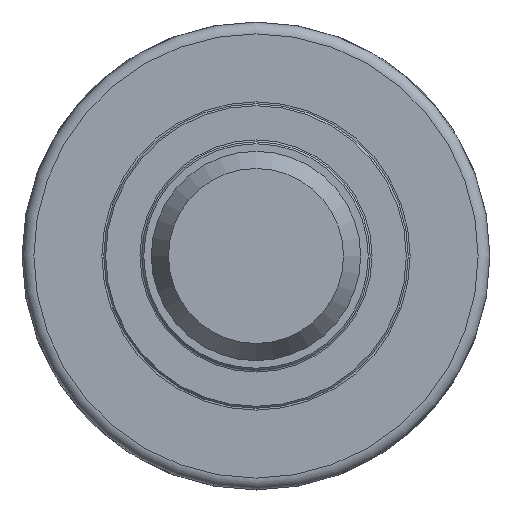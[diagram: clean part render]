
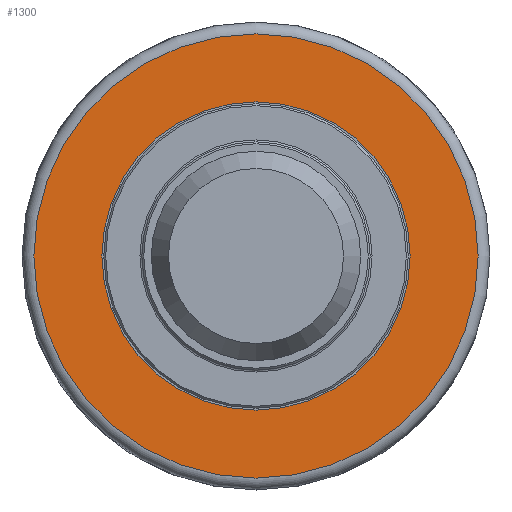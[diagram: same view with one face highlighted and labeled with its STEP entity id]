
A CAD part, left-side view. The second image highlights one B-rep face of the part: STEP entity #1300.
In plain terms, the highlighted planar face has unit normal (-1, 0, 0).
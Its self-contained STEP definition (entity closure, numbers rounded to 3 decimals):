
#196=FACE_BOUND('',#336,.T.);
#215=PLANE('',#1433);
#260=FACE_OUTER_BOUND('',#335,.T.);
#335=EDGE_LOOP('',(#919,#920));
#336=EDGE_LOOP('',(#921,#922));
#430=CIRCLE('',#1411,40.5);
#431=CIRCLE('',#1412,40.5);
#446=CIRCLE('',#1431,58.38);
#447=CIRCLE('',#1432,58.38);
#535=VERTEX_POINT('',#2036);
#536=VERTEX_POINT('',#2038);
#548=VERTEX_POINT('',#2098);
#549=VERTEX_POINT('',#2100);
#677=EDGE_CURVE('',#536,#535,#430,.T.);
#678=EDGE_CURVE('',#535,#536,#431,.T.);
#695=EDGE_CURVE('',#548,#549,#446,.T.);
#696=EDGE_CURVE('',#549,#548,#447,.T.);
#919=ORIENTED_EDGE('',*,*,#696,.F.);
#920=ORIENTED_EDGE('',*,*,#695,.F.);
#921=ORIENTED_EDGE('',*,*,#677,.T.);
#922=ORIENTED_EDGE('',*,*,#678,.T.);
#1300=ADVANCED_FACE('',(#260,#196),#215,.T.);
#1411=AXIS2_PLACEMENT_3D('',#2039,#1628,#1629);
#1412=AXIS2_PLACEMENT_3D('',#2040,#1630,#1631);
#1431=AXIS2_PLACEMENT_3D('',#2101,#1670,#1671);
#1432=AXIS2_PLACEMENT_3D('',#2102,#1672,#1673);
#1433=AXIS2_PLACEMENT_3D('',#2103,#1674,#1675);
#1628=DIRECTION('center_axis',(1.,0.,0.));
#1629=DIRECTION('ref_axis',(0.,1.,0.));
#1630=DIRECTION('center_axis',(1.,0.,0.));
#1631=DIRECTION('ref_axis',(0.,1.,0.));
#1670=DIRECTION('center_axis',(1.,0.,0.));
#1671=DIRECTION('ref_axis',(0.,1.,0.));
#1672=DIRECTION('center_axis',(1.,0.,0.));
#1673=DIRECTION('ref_axis',(0.,1.,0.));
#1674=DIRECTION('center_axis',(-1.,0.,0.));
#1675=DIRECTION('ref_axis',(0.,0.,
-1.));
#2036=CARTESIAN_POINT('',(30.1,-40.5,0.));
#2038=CARTESIAN_POINT('',(30.1,40.5,0.));
#2039=CARTESIAN_POINT('Origin',(30.1,0.,0.));
#2040=CARTESIAN_POINT('Origin',(30.1,0.,0.));
#2098=CARTESIAN_POINT('',(30.1,0.,-58.38));
#2100=CARTESIAN_POINT('',(30.1,-58.38,0.));
#2101=CARTESIAN_POINT('Origin',(30.1,0.,0.));
#2102=CARTESIAN_POINT('Origin',(30.1,0.,0.));
#2103=CARTESIAN_POINT('Origin',(30.1,-53.039,0.));
